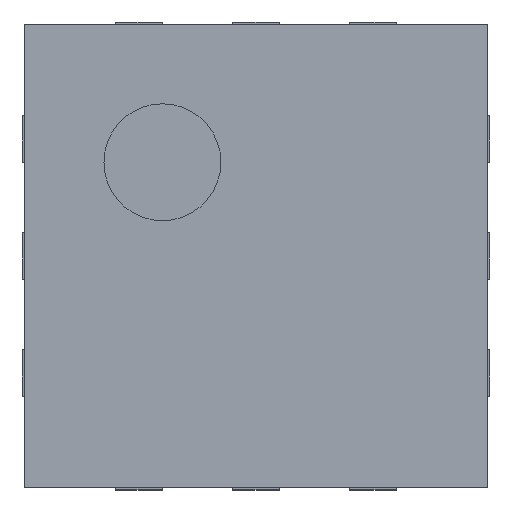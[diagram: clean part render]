
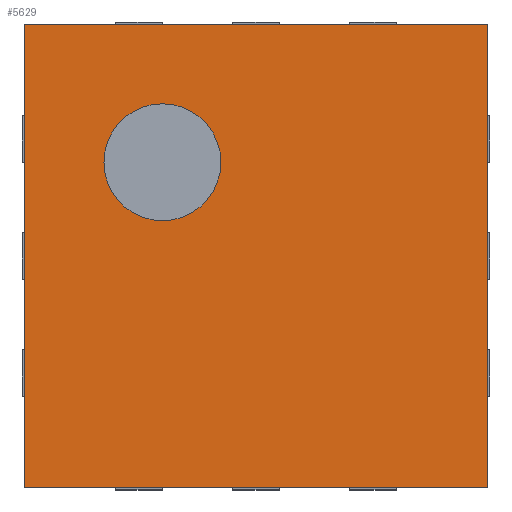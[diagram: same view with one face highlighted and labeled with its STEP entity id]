
A CAD part, top view. The second image highlights one B-rep face of the part: STEP entity #5629.
In plain terms, the highlighted planar face has unit normal (0, 0, 1).
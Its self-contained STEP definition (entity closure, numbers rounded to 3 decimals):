
#432 = PLANE('',#433);
#433 = AXIS2_PLACEMENT_3D('',#434,#435,#436);
#434 = CARTESIAN_POINT('',(-0.99,0.99,0.02));
#435 = DIRECTION('',(0.,-1.,0.));
#436 = DIRECTION('',(0.,0.,1.));
#460 = PLANE('',#461);
#461 = AXIS2_PLACEMENT_3D('',#462,#463,#464);
#462 = CARTESIAN_POINT('',(-0.99,0.99,0.02));
#463 = DIRECTION('',(1.,0.,0.));
#464 = DIRECTION('',(0.,0.,1.));
#818 = PLANE('',#819);
#819 = AXIS2_PLACEMENT_3D('',#820,#821,#822);
#820 = CARTESIAN_POINT('',(-0.99,-0.99,0.02));
#821 = DIRECTION('',(0.,-1.,0.));
#822 = DIRECTION('',(0.,0.,1.));
#1176 = PLANE('',#1177);
#1177 = AXIS2_PLACEMENT_3D('',#1178,#1179,#1180);
#1178 = CARTESIAN_POINT('',(0.99,0.99,0.02));
#1179 = DIRECTION('',(1.,0.,0.));
#1180 = DIRECTION('',(0.,0.,1.));
#1856 = EDGE_CURVE('',#1857,#1859,#1861,.T.);
#1857 = VERTEX_POINT('',#1858);
#1858 = CARTESIAN_POINT('',(-0.99,0.99,0.57));
#1859 = VERTEX_POINT('',#1860);
#1860 = CARTESIAN_POINT('',(0.99,0.99,0.57));
#1861 = SURFACE_CURVE('',#1862,(#1866,#1873),.PCURVE_S1.);
#1862 = LINE('',#1863,#1864);
#1863 = CARTESIAN_POINT('',(-0.99,0.99,0.57));
#1864 = VECTOR('',#1865,1.);
#1865 = DIRECTION('',(1.,0.,0.));
#1866 = PCURVE('',#432,#1867);
#1867 = DEFINITIONAL_REPRESENTATION('',(#1868),#1872);
#1868 = LINE('',#1869,#1870);
#1869 = CARTESIAN_POINT('',(0.55,0.));
#1870 = VECTOR('',#1871,1.);
#1871 = DIRECTION('',(0.,-1.));
#1872 = ( GEOMETRIC_REPRESENTATION_CONTEXT(2)
PARAMETRIC_REPRESENTATION_CONTEXT() REPRESENTATION_CONTEXT('2D SPACE',''
) );
#1873 = PCURVE('',#1874,#1879);
#1874 = PLANE('',#1875);
#1875 = AXIS2_PLACEMENT_3D('',#1876,#1877,#1878);
#1876 = CARTESIAN_POINT('',(-0.99,0.99,0.57));
#1877 = DIRECTION('',(0.,0.,1.));
#1878 = DIRECTION('',(0.,-1.,0.));
#1879 = DEFINITIONAL_REPRESENTATION('',(#1880),#1884);
#1880 = LINE('',#1881,#1882);
#1881 = CARTESIAN_POINT('',(0.,0.));
#1882 = VECTOR('',#1883,1.);
#1883 = DIRECTION('',(0.,1.));
#1884 = ( GEOMETRIC_REPRESENTATION_CONTEXT(2)
PARAMETRIC_REPRESENTATION_CONTEXT() REPRESENTATION_CONTEXT('2D SPACE',''
) );
#2144 = EDGE_CURVE('',#1857,#2145,#2147,.T.);
#2145 = VERTEX_POINT('',#2146);
#2146 = CARTESIAN_POINT('',(-0.99,-0.99,0.57));
#2147 = SURFACE_CURVE('',#2148,(#2152,#2159),.PCURVE_S1.);
#2148 = LINE('',#2149,#2150);
#2149 = CARTESIAN_POINT('',(-0.99,0.99,0.57));
#2150 = VECTOR('',#2151,1.);
#2151 = DIRECTION('',(0.,-1.,0.));
#2152 = PCURVE('',#460,#2153);
#2153 = DEFINITIONAL_REPRESENTATION('',(#2154),#2158);
#2154 = LINE('',#2155,#2156);
#2155 = CARTESIAN_POINT('',(0.55,0.));
#2156 = VECTOR('',#2157,1.);
#2157 = DIRECTION('',(0.,1.));
#2158 = ( GEOMETRIC_REPRESENTATION_CONTEXT(2)
PARAMETRIC_REPRESENTATION_CONTEXT() REPRESENTATION_CONTEXT('2D SPACE',''
) );
#2159 = PCURVE('',#1874,#2160);
#2160 = DEFINITIONAL_REPRESENTATION('',(#2161),#2165);
#2161 = LINE('',#2162,#2163);
#2162 = CARTESIAN_POINT('',(0.,0.));
#2163 = VECTOR('',#2164,1.);
#2164 = DIRECTION('',(1.,0.));
#2165 = ( GEOMETRIC_REPRESENTATION_CONTEXT(2)
PARAMETRIC_REPRESENTATION_CONTEXT() REPRESENTATION_CONTEXT('2D SPACE',''
) );
#3771 = EDGE_CURVE('',#1859,#3772,#3774,.T.);
#3772 = VERTEX_POINT('',#3773);
#3773 = CARTESIAN_POINT('',(0.99,-0.99,0.57));
#3774 = SURFACE_CURVE('',#3775,(#3779,#3786),.PCURVE_S1.);
#3775 = LINE('',#3776,#3777);
#3776 = CARTESIAN_POINT('',(0.99,0.99,0.57));
#3777 = VECTOR('',#3778,1.);
#3778 = DIRECTION('',(0.,-1.,0.));
#3779 = PCURVE('',#1176,#3780);
#3780 = DEFINITIONAL_REPRESENTATION('',(#3781),#3785);
#3781 = LINE('',#3782,#3783);
#3782 = CARTESIAN_POINT('',(0.55,0.));
#3783 = VECTOR('',#3784,1.);
#3784 = DIRECTION('',(0.,1.));
#3785 = ( GEOMETRIC_REPRESENTATION_CONTEXT(2)
PARAMETRIC_REPRESENTATION_CONTEXT() REPRESENTATION_CONTEXT('2D SPACE',''
) );
#3786 = PCURVE('',#1874,#3787);
#3787 = DEFINITIONAL_REPRESENTATION('',(#3788),#3792);
#3788 = LINE('',#3789,#3790);
#3789 = CARTESIAN_POINT('',(0.,1.98));
#3790 = VECTOR('',#3791,1.);
#3791 = DIRECTION('',(1.,0.));
#3792 = ( GEOMETRIC_REPRESENTATION_CONTEXT(2)
PARAMETRIC_REPRESENTATION_CONTEXT() REPRESENTATION_CONTEXT('2D SPACE',''
) );
#4028 = EDGE_CURVE('',#2145,#3772,#4029,.T.);
#4029 = SURFACE_CURVE('',#4030,(#4034,#4041),.PCURVE_S1.);
#4030 = LINE('',#4031,#4032);
#4031 = CARTESIAN_POINT('',(-0.99,-0.99,0.57));
#4032 = VECTOR('',#4033,1.);
#4033 = DIRECTION('',(1.,0.,0.));
#4034 = PCURVE('',#818,#4035);
#4035 = DEFINITIONAL_REPRESENTATION('',(#4036),#4040);
#4036 = LINE('',#4037,#4038);
#4037 = CARTESIAN_POINT('',(0.55,0.));
#4038 = VECTOR('',#4039,1.);
#4039 = DIRECTION('',(0.,-1.));
#4040 = ( GEOMETRIC_REPRESENTATION_CONTEXT(2)
PARAMETRIC_REPRESENTATION_CONTEXT() REPRESENTATION_CONTEXT('2D SPACE',''
) );
#4041 = PCURVE('',#1874,#4042);
#4042 = DEFINITIONAL_REPRESENTATION('',(#4043),#4047);
#4043 = LINE('',#4044,#4045);
#4044 = CARTESIAN_POINT('',(1.98,0.));
#4045 = VECTOR('',#4046,1.);
#4046 = DIRECTION('',(0.,1.));
#4047 = ( GEOMETRIC_REPRESENTATION_CONTEXT(2)
PARAMETRIC_REPRESENTATION_CONTEXT() REPRESENTATION_CONTEXT('2D SPACE',''
) );
#5629 = ADVANCED_FACE('',(#5630,#5636),#1874,.T.);
#5630 = FACE_BOUND('',#5631,.T.);
#5631 = EDGE_LOOP('',(#5632,#5633,#5634,#5635));
#5632 = ORIENTED_EDGE('',*,*,#1856,.F.);
#5633 = ORIENTED_EDGE('',*,*,#2144,.T.);
#5634 = ORIENTED_EDGE('',*,*,#4028,.T.);
#5635 = ORIENTED_EDGE('',*,*,#3771,.F.);
#5636 = FACE_BOUND('',#5637,.T.);
#5637 = EDGE_LOOP('',(#5638));
#5638 = ORIENTED_EDGE('',*,*,#5639,.T.);
#5639 = EDGE_CURVE('',#5640,#5640,#5642,.T.);
#5640 = VERTEX_POINT('',#5641);
#5641 = CARTESIAN_POINT('',(-0.4,0.15,0.57));
#5642 = SURFACE_CURVE('',#5643,(#5648,#5659),.PCURVE_S1.);
#5643 = CIRCLE('',#5644,0.25);
#5644 = AXIS2_PLACEMENT_3D('',#5645,#5646,#5647);
#5645 = CARTESIAN_POINT('',(-0.4,0.4,0.57));
#5646 = DIRECTION('',(0.,0.,-1.));
#5647 = DIRECTION('',(0.,-1.,0.));
#5648 = PCURVE('',#1874,#5649);
#5649 = DEFINITIONAL_REPRESENTATION('',(#5650),#5658);
#5650 = ( BOUNDED_CURVE() B_SPLINE_CURVE(2,(#5651,#5652,#5653,#5654,
#5655,#5656,#5657),.UNSPECIFIED.,.T.,.F.) B_SPLINE_CURVE_WITH_KNOTS((1,2
,2,2,2,1),(-2.094,0.,2.094,4.189,
6.283,8.378),.UNSPECIFIED.) CURVE()
GEOMETRIC_REPRESENTATION_ITEM() RATIONAL_B_SPLINE_CURVE((1.,0.5,1.,0.5,
1.,0.5,1.)) REPRESENTATION_ITEM('') );
#5651 = CARTESIAN_POINT('',(0.84,0.59));
#5652 = CARTESIAN_POINT('',(0.84,0.157));
#5653 = CARTESIAN_POINT('',(0.465,0.373));
#5654 = CARTESIAN_POINT('',(0.09,0.59));
#5655 = CARTESIAN_POINT('',(0.465,0.807));
#5656 = CARTESIAN_POINT('',(0.84,1.023));
#5657 = CARTESIAN_POINT('',(0.84,0.59));
#5658 = ( GEOMETRIC_REPRESENTATION_CONTEXT(2)
PARAMETRIC_REPRESENTATION_CONTEXT() REPRESENTATION_CONTEXT('2D SPACE',''
) );
#5659 = PCURVE('',#5660,#5665);
#5660 = CYLINDRICAL_SURFACE('',#5661,0.25);
#5661 = AXIS2_PLACEMENT_3D('',#5662,#5663,#5664);
#5662 = CARTESIAN_POINT('',(-0.4,0.4,0.58));
#5663 = DIRECTION('',(0.,0.,-1.));
#5664 = DIRECTION('',(0.,-1.,0.));
#5665 = DEFINITIONAL_REPRESENTATION('',(#5666),#5670);
#5666 = LINE('',#5667,#5668);
#5667 = CARTESIAN_POINT('',(-6.283,0.01));
#5668 = VECTOR('',#5669,1.);
#5669 = DIRECTION('',(1.,0.));
#5670 = ( GEOMETRIC_REPRESENTATION_CONTEXT(2)
PARAMETRIC_REPRESENTATION_CONTEXT() REPRESENTATION_CONTEXT('2D SPACE',''
) );
